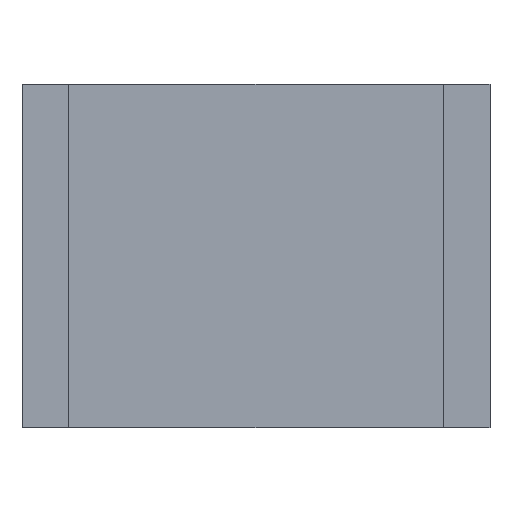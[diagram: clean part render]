
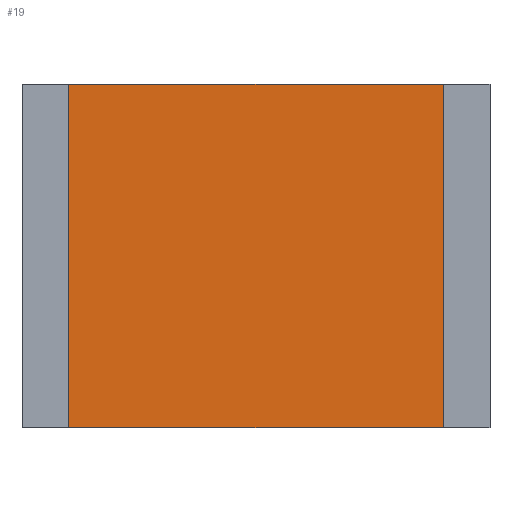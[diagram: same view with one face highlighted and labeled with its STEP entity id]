
A CAD part, front view. The second image highlights one B-rep face of the part: STEP entity #19.
In plain terms, the highlighted planar face has unit normal (0, -1, 0).
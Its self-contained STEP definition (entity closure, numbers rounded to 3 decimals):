
#19=ADVANCED_FACE('',(#33),#229,.T.);
#33=FACE_OUTER_BOUND('',#47,.T.);
#47=EDGE_LOOP('',(#76,#77,#78,#79));
#76=ORIENTED_EDGE('',*,*,#144,.T.);
#77=ORIENTED_EDGE('',*,*,#141,.T.);
#78=ORIENTED_EDGE('',*,*,#145,.F.);
#79=ORIENTED_EDGE('',*,*,#161,.F.);
#141=EDGE_CURVE('',#208,#211,#177,.T.);
#144=EDGE_CURVE('',#222,#208,#180,.T.);
#145=EDGE_CURVE('',#223,#211,#181,.T.);
#161=EDGE_CURVE('',#222,#223,#197,.T.);
#177=B_SPLINE_CURVE_WITH_KNOTS('',1,(#416,#417),.UNSPECIFIED.,.F.,.F.,(2,
2),(0.,22.),.UNSPECIFIED.);
#180=B_SPLINE_CURVE_WITH_KNOTS('',1,(#422,#423),.UNSPECIFIED.,.F.,.F.,(2,
2),(0.,24.),.UNSPECIFIED.);
#181=B_SPLINE_CURVE_WITH_KNOTS('',1,(#424,#425),.UNSPECIFIED.,.F.,.F.,(2,
2),(0.,24.),.UNSPECIFIED.);
#197=B_SPLINE_CURVE_WITH_KNOTS('',1,(#456,#457),.UNSPECIFIED.,.F.,.F.,(2,
2),(0.,22.),.UNSPECIFIED.);
#208=VERTEX_POINT('',#374);
#211=VERTEX_POINT('',#377);
#222=VERTEX_POINT('',#388);
#223=VERTEX_POINT('',#389);
#229=PLANE('',#329);
#329=AXIS2_PLACEMENT_3D('',#359,#344,$);
#344=DIRECTION('',(0.,-1.,0.));
#359=CARTESIAN_POINT('',(-51.,0.,0.));
#374=CARTESIAN_POINT('',(-27.,0.,0.));
#377=CARTESIAN_POINT('',(-27.,0.,22.));
#388=CARTESIAN_POINT('',(-51.,0.,0.));
#389=CARTESIAN_POINT('',(-51.,0.,22.));
#416=CARTESIAN_POINT('',(-27.,0.,0.));
#417=CARTESIAN_POINT('',(-27.,0.,22.));
#422=CARTESIAN_POINT('',(-51.,0.,0.));
#423=CARTESIAN_POINT('',(-27.,0.,0.));
#424=CARTESIAN_POINT('',(-51.,0.,22.));
#425=CARTESIAN_POINT('',(-27.,0.,22.));
#456=CARTESIAN_POINT('',(-51.,0.,0.));
#457=CARTESIAN_POINT('',(-51.,0.,22.));
